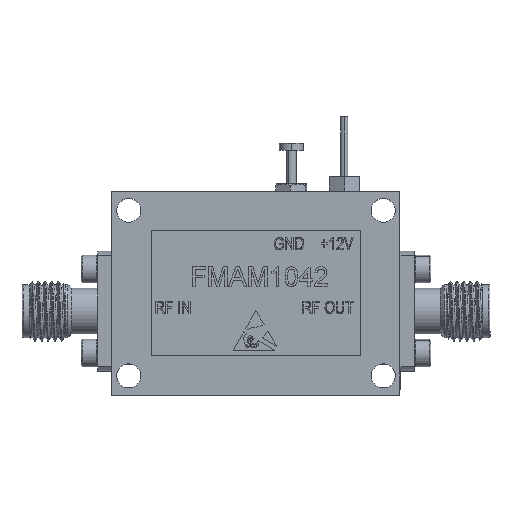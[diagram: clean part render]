
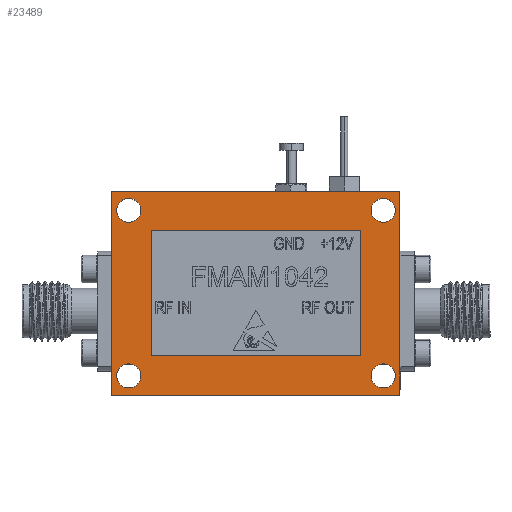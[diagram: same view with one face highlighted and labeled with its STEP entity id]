
A CAD part, top view. The second image highlights one B-rep face of the part: STEP entity #23489.
In plain terms, the highlighted planar face has unit normal (0, 0, 1).
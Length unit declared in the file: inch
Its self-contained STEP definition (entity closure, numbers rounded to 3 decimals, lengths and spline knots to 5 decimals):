
#8 = CARTESIAN_POINT ( 'NONE',  ( -0.48, -0.345, 0.1875 ) ) ;
#327 = CIRCLE ( 'NONE', #2444, 0.05 ) ;
#731 = VECTOR ( 'NONE', #17695, 39.37008 ) ;
#758 = CARTESIAN_POINT ( 'NONE',  ( 0.48, -0.345, 0.1875 ) ) ;
#817 = ORIENTED_EDGE ( 'NONE', *, *, #9584, .T. ) ;
#1125 = VERTEX_POINT ( 'NONE', #4369 ) ;
#1333 = EDGE_CURVE ( 'NONE', #14799, #2142, #18887, .T. ) ;
#1480 = CARTESIAN_POINT ( 'NONE',  ( -0.6, -0.425, 0.1875 ) ) ;
#1524 = LINE ( 'NONE', #2997, #20216 ) ;
#1634 = ORIENTED_EDGE ( 'NONE', *, *, #25855, .F. ) ;
#1775 = LINE ( 'NONE', #15959, #731 ) ;
#2142 = VERTEX_POINT ( 'NONE', #22568 ) ;
#2217 = CARTESIAN_POINT ( 'NONE',  ( 0.53, 0.345, 0.1875 ) ) ;
#2303 = ORIENTED_EDGE ( 'NONE', *, *, #8429, .F. ) ;
#2321 = AXIS2_PLACEMENT_3D ( 'NONE', #16594, #20721, #8229 ) ;
#2378 = DIRECTION ( 'NONE',  ( 0., -1., 0. ) ) ;
#2382 = EDGE_LOOP ( 'NONE', ( #7298, #25760 ) ) ;
#2444 = AXIS2_PLACEMENT_3D ( 'NONE', #11269, #13650, #11524 ) ;
#2997 = CARTESIAN_POINT ( 'NONE',  ( -0.6, 0.425, 0.1875 ) ) ;
#3112 = ORIENTED_EDGE ( 'NONE', *, *, #16723, .T. ) ;
#3177 = VECTOR ( 'NONE', #9373, 39.37008 ) ;
#3711 = VERTEX_POINT ( 'NONE', #10237 ) ;
#4050 = CARTESIAN_POINT ( 'NONE',  ( -0.53, -0.345, 0.1875 ) ) ;
#4245 = FACE_BOUND ( 'NONE', #12151, .T. ) ;
#4263 = VERTEX_POINT ( 'NONE', #8417 ) ;
#4284 = DIRECTION ( 'NONE',  ( 0., 0., 1. ) ) ;
#4369 = CARTESIAN_POINT ( 'NONE',  ( 0.6, 0.425, 0.1875 ) ) ;
#4380 = LINE ( 'NONE', #22285, #14236 ) ;
#4449 = CARTESIAN_POINT ( 'NONE',  ( 0.43638, 0.26202, 0.1875 ) ) ;
#4593 = CIRCLE ( 'NONE', #5449, 0.05 ) ;
#4989 = EDGE_CURVE ( 'NONE', #3711, #11146, #9721, .T. ) ;
#5166 = EDGE_LOOP ( 'NONE', ( #9079, #3112, #817, #21298 ) ) ;
#5449 = AXIS2_PLACEMENT_3D ( 'NONE', #22542, #6765, #6629 ) ;
#5563 = DIRECTION ( 'NONE',  ( 0., 1., 0. ) ) ;
#6201 = DIRECTION ( 'NONE',  ( 0., 0., 1. ) ) ;
#6273 = ORIENTED_EDGE ( 'NONE', *, *, #14506, .F. ) ;
#6335 = DIRECTION ( 'NONE',  ( 1., 0., 0. ) ) ;
#6343 = EDGE_LOOP ( 'NONE', ( #20241, #26235 ) ) ;
#6629 = DIRECTION ( 'NONE',  ( 1., 0., 0. ) ) ;
#6765 = DIRECTION ( 'NONE',  ( 0., 0., 1. ) ) ;
#7176 = CARTESIAN_POINT ( 'NONE',  ( -0.48, 0.345, 0.1875 ) ) ;
#7298 = ORIENTED_EDGE ( 'NONE', *, *, #4989, .F. ) ;
#7352 = EDGE_CURVE ( 'NONE', #16886, #18734, #13461, .T. ) ;
#7485 = CARTESIAN_POINT ( 'NONE',  ( 0.58, -0.345, 0.1875 ) ) ;
#7587 = EDGE_CURVE ( 'NONE', #22088, #4263, #4593, .T. ) ;
#7830 = DIRECTION ( 'NONE',  ( 0., -1., 0. ) ) ;
#7871 = DIRECTION ( 'NONE',  ( 1., 0., 0. ) ) ;
#7890 = VECTOR ( 'NONE', #5563, 39.37008 ) ;
#7939 = EDGE_LOOP ( 'NONE', ( #6273, #10942 ) ) ;
#8229 = DIRECTION ( 'NONE',  ( 1., 0., 0. ) ) ;
#8274 = EDGE_CURVE ( 'NONE', #11792, #12515, #17404, .T. ) ;
#8417 = CARTESIAN_POINT ( 'NONE',  ( -0.58, 0.345, 0.1875 ) ) ;
#8429 = EDGE_CURVE ( 'NONE', #24275, #23057, #4380, .T. ) ;
#8594 = CARTESIAN_POINT ( 'NONE',  ( 0., 0., 0.1875 ) ) ;
#8635 = EDGE_CURVE ( 'NONE', #12495, #24997, #15369, .T. ) ;
#8717 = CARTESIAN_POINT ( 'NONE',  ( 0.53, -0.345, 0.1875 ) ) ;
#8729 = FACE_OUTER_BOUND ( 'NONE', #5166, .T. ) ;
#9079 = ORIENTED_EDGE ( 'NONE', *, *, #24219, .T. ) ;
#9125 = VERTEX_POINT ( 'NONE', #22362 ) ;
#9373 = DIRECTION ( 'NONE',  ( 0., 1., 0. ) ) ;
#9584 = EDGE_CURVE ( 'NONE', #9125, #11792, #1775, .T. ) ;
#9721 = CIRCLE ( 'NONE', #22873, 0.05 ) ;
#9818 = DIRECTION ( 'NONE',  ( 1., 0., 0. ) ) ;
#10124 = EDGE_LOOP ( 'NONE', ( #17078, #18903, #2303, #16452 ) ) ;
#10237 = CARTESIAN_POINT ( 'NONE',  ( -0.58, -0.345, 0.1875 ) ) ;
#10862 = FACE_BOUND ( 'NONE', #7939, .T. ) ;
#10920 = VECTOR ( 'NONE', #14504, 39.37008 ) ;
#10942 = ORIENTED_EDGE ( 'NONE', *, *, #7587, .F. ) ;
#11029 = CARTESIAN_POINT ( 'NONE',  ( -0.43638, -0.26202, 0.1875 ) ) ;
#11146 = VERTEX_POINT ( 'NONE', #8 ) ;
#11269 = CARTESIAN_POINT ( 'NONE',  ( 0.53, 0.345, 0.1875 ) ) ;
#11468 = DIRECTION ( 'NONE',  ( -1., 0., 0. ) ) ;
#11524 = DIRECTION ( 'NONE',  ( 1., 0., 0. ) ) ;
#11574 = CIRCLE ( 'NONE', #2321, 0.05 ) ;
#11792 = VERTEX_POINT ( 'NONE', #14352 ) ;
#12151 = EDGE_LOOP ( 'NONE', ( #20903, #1634 ) ) ;
#12319 = FACE_BOUND ( 'NONE', #10124, .T. ) ;
#12450 = AXIS2_PLACEMENT_3D ( 'NONE', #24572, #4284, #22571 ) ;
#12495 = VERTEX_POINT ( 'NONE', #24121 ) ;
#12515 = VERTEX_POINT ( 'NONE', #24759 ) ;
#12782 = LINE ( 'NONE', #17026, #10920 ) ;
#13461 = CIRCLE ( 'NONE', #16443, 0.05 ) ;
#13650 = DIRECTION ( 'NONE',  ( 0., 0., 1. ) ) ;
#13686 = LINE ( 'NONE', #26171, #17094 ) ;
#14000 = DIRECTION ( 'NONE',  ( 1., 0., 0. ) ) ;
#14122 = DIRECTION ( 'NONE',  ( 0., 0., 1. ) ) ;
#14234 = CARTESIAN_POINT ( 'NONE',  ( -0.53, 0.345, 0.1875 ) ) ;
#14236 = VECTOR ( 'NONE', #7830, 39.37008 ) ;
#14352 = CARTESIAN_POINT ( 'NONE',  ( -0.6, -0.425, 0.1875 ) ) ;
#14504 = DIRECTION ( 'NONE',  ( 1., 0., 0. ) ) ;
#14506 = EDGE_CURVE ( 'NONE', #4263, #22088, #22737, .T. ) ;
#14587 = AXIS2_PLACEMENT_3D ( 'NONE', #8594, #24934, #2378 ) ;
#14799 = VERTEX_POINT ( 'NONE', #23745 ) ;
#15100 = VECTOR ( 'NONE', #9818, 39.37008 ) ;
#15369 = LINE ( 'NONE', #21863, #7890 ) ;
#15656 = EDGE_CURVE ( 'NONE', #23057, #12495, #12782, .T. ) ;
#15681 = DIRECTION ( 'NONE',  ( -1., 0., 0. ) ) ;
#15959 = CARTESIAN_POINT ( 'NONE',  ( -0.6, -0.425, 0.1875 ) ) ;
#16379 = AXIS2_PLACEMENT_3D ( 'NONE', #14234, #22075, #7871 ) ;
#16443 = AXIS2_PLACEMENT_3D ( 'NONE', #8717, #16822, #24925 ) ;
#16452 = ORIENTED_EDGE ( 'NONE', *, *, #21838, .F. ) ;
#16594 = CARTESIAN_POINT ( 'NONE',  ( -0.53, -0.345, 0.1875 ) ) ;
#16723 = EDGE_CURVE ( 'NONE', #1125, #9125, #1524, .T. ) ;
#16822 = DIRECTION ( 'NONE',  ( 0., 0., 1. ) ) ;
#16831 = PLANE ( 'NONE',  #14587 ) ;
#16886 = VERTEX_POINT ( 'NONE', #7485 ) ;
#17026 = CARTESIAN_POINT ( 'NONE',  ( -0.43638, -0.26202, 0.1875 ) ) ;
#17078 = ORIENTED_EDGE ( 'NONE', *, *, #8635, .F. ) ;
#17094 = VECTOR ( 'NONE', #15681, 39.37008 ) ;
#17404 = LINE ( 'NONE', #1480, #15100 ) ;
#17695 = DIRECTION ( 'NONE',  ( 0., -1., 0. ) ) ;
#18734 = VERTEX_POINT ( 'NONE', #758 ) ;
#18887 = CIRCLE ( 'NONE', #22283, 0.05 ) ;
#18903 = ORIENTED_EDGE ( 'NONE', *, *, #15656, .F. ) ;
#19583 = CARTESIAN_POINT ( 'NONE',  ( 0.6, -0.425, 0.1875 ) ) ;
#19584 = EDGE_CURVE ( 'NONE', #18734, #16886, #20513, .T. ) ;
#20216 = VECTOR ( 'NONE', #11468, 39.37008 ) ;
#20241 = ORIENTED_EDGE ( 'NONE', *, *, #19584, .F. ) ;
#20513 = CIRCLE ( 'NONE', #12450, 0.05 ) ;
#20721 = DIRECTION ( 'NONE',  ( 0., 0., 1. ) ) ;
#20903 = ORIENTED_EDGE ( 'NONE', *, *, #1333, .F. ) ;
#21298 = ORIENTED_EDGE ( 'NONE', *, *, #8274, .T. ) ;
#21838 = EDGE_CURVE ( 'NONE', #24997, #24275, #13686, .T. ) ;
#21840 = CARTESIAN_POINT ( 'NONE',  ( -0.43638, 0.26202, 0.1875 ) ) ;
#21863 = CARTESIAN_POINT ( 'NONE',  ( 0.43638, -0.26202, 0.1875 ) ) ;
#22043 = EDGE_CURVE ( 'NONE', #11146, #3711, #11574, .T. ) ;
#22075 = DIRECTION ( 'NONE',  ( 0., 0., 1. ) ) ;
#22088 = VERTEX_POINT ( 'NONE', #7176 ) ;
#22283 = AXIS2_PLACEMENT_3D ( 'NONE', #2217, #6201, #6335 ) ;
#22285 = CARTESIAN_POINT ( 'NONE',  ( -0.43638, -0.26202, 0.1875 ) ) ;
#22362 = CARTESIAN_POINT ( 'NONE',  ( -0.6, 0.425, 0.1875 ) ) ;
#22542 = CARTESIAN_POINT ( 'NONE',  ( -0.53, 0.345, 0.1875 ) ) ;
#22568 = CARTESIAN_POINT ( 'NONE',  ( 0.58, 0.345, 0.1875 ) ) ;
#22571 = DIRECTION ( 'NONE',  ( 1., 0., 0. ) ) ;
#22737 = CIRCLE ( 'NONE', #16379, 0.05 ) ;
#22873 = AXIS2_PLACEMENT_3D ( 'NONE', #4050, #14122, #14000 ) ;
#22937 = FACE_BOUND ( 'NONE', #6343, .T. ) ;
#23057 = VERTEX_POINT ( 'NONE', #11029 ) ;
#23446 = LINE ( 'NONE', #19583, #3177 ) ;
#23489 = ADVANCED_FACE ( 'NONE', ( #12319, #10862, #4245, #22937, #24537, #8729 ), #16831, .F. ) ;
#23745 = CARTESIAN_POINT ( 'NONE',  ( 0.48, 0.345, 0.1875 ) ) ;
#24121 = CARTESIAN_POINT ( 'NONE',  ( 0.43638, -0.26202, 0.1875 ) ) ;
#24219 = EDGE_CURVE ( 'NONE', #12515, #1125, #23446, .T. ) ;
#24275 = VERTEX_POINT ( 'NONE', #21840 ) ;
#24537 = FACE_BOUND ( 'NONE', #2382, .T. ) ;
#24572 = CARTESIAN_POINT ( 'NONE',  ( 0.53, -0.345, 0.1875 ) ) ;
#24759 = CARTESIAN_POINT ( 'NONE',  ( 0.6, -0.425, 0.1875 ) ) ;
#24925 = DIRECTION ( 'NONE',  ( 1., 0., 0. ) ) ;
#24934 = DIRECTION ( 'NONE',  ( 0., 0., -1. ) ) ;
#24997 = VERTEX_POINT ( 'NONE', #4449 ) ;
#25760 = ORIENTED_EDGE ( 'NONE', *, *, #22043, .F. ) ;
#25855 = EDGE_CURVE ( 'NONE', #2142, #14799, #327, .T. ) ;
#26171 = CARTESIAN_POINT ( 'NONE',  ( -0.43638, 0.26202, 0.1875 ) ) ;
#26235 = ORIENTED_EDGE ( 'NONE', *, *, #7352, .F. ) ;
